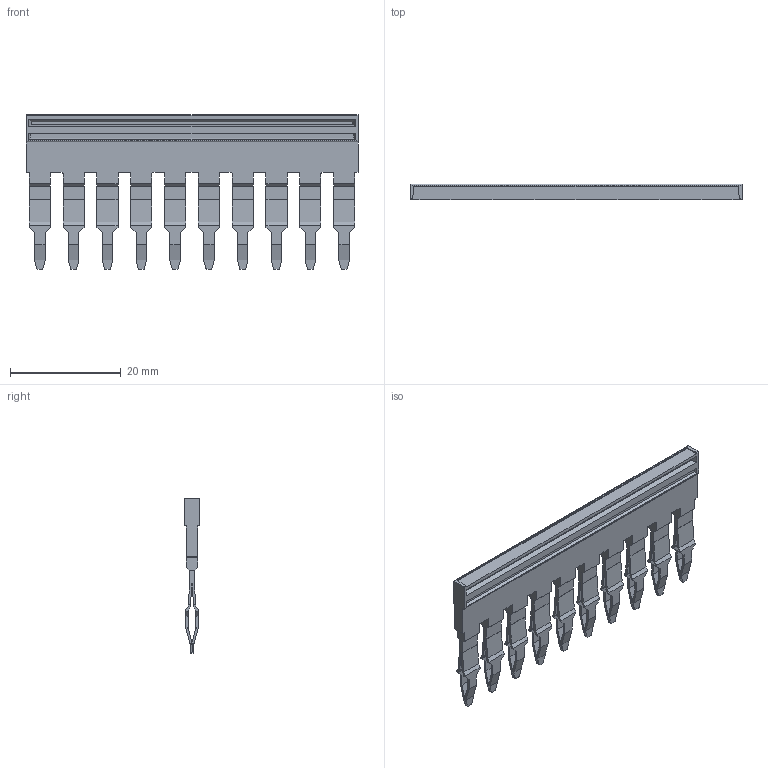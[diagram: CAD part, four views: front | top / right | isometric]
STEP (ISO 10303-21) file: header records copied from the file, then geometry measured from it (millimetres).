
FILE_DESCRIPTION(('CATIA V5 STEP Exchange','CAx-IF Rec.Pracs.--- Model Styling and Organization---1.4--- 2014-01-23'),'2;1');
FILE_NAME ('1373973-5_1', '2023-03-17T07:41:38+00:00', ('none'), ('Weidmueller'), 'CATIA Version 5-6 Release 2016 SP3 HF44', 'CATIA V5 STEP AP214', 'none');
FILE_SCHEMA(('AUTOMOTIVE_DESIGN { 1 0 10303 214 1 1 1 1 }'));
Length unit declared in the file: millimetre
Products named in the file (1): 2831790000
Bounding box: 59.9 x 2.8 x 27.95 mm (x, y, z)
Volume: 1766.3 mm3; surface area: 4082.4 mm2
Topology: 11 solids, 11 shells, 921 faces, 3004 edges, 2099 vertices
Faces by surface type: plane 794, cylinder 127
Entity records: 29822 total; most frequent: ORIENTED_EDGE 6008, CARTESIAN_POINT 5871, DIRECTION 3487, EDGE_CURVE 3004, VECTOR 2680, LINE 2680, VERTEX_POINT 2099, EDGE_LOOP 935
